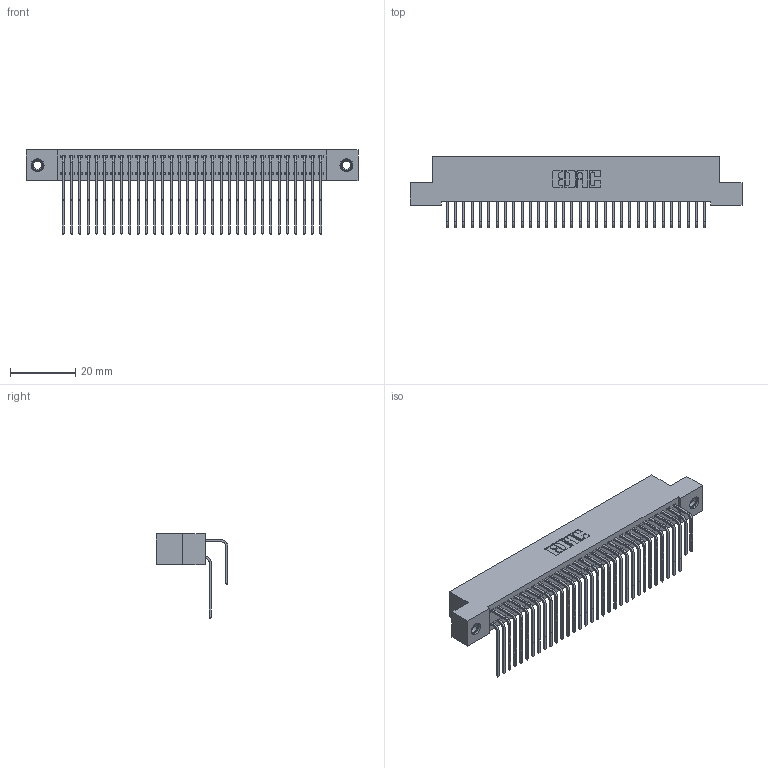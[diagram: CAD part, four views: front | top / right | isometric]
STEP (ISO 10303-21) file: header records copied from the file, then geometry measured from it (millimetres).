
FILE_DESCRIPTION (( 'STEP AP203' ), '1' );
FILE_NAME ('392-064-558-207.STEP', '2019-10-09T10:58:37', ( '' ), ( '' ), 'SwSTEP 2.0', 'SolidWorks 2016', '' );
FILE_SCHEMA (( 'CONFIG_CONTROL_DESIGN' ));
Length unit declared in the file: inch
Products named in the file (5): 345-292-001_558 Tail - 2; 342 Part_TI; 345-250-001_345-250-005-103; 345-292-001_558 559 Tail - 1; 392-064-558-207
Assembly tree (67 placements, depth 2):
  392-064-558-207
    342 Part_TI
    345-292-001_558 559 Tail - 1  x32
    345-292-001_558 Tail - 2  x32
    345-250-001_345-250-005-103  x2
Bounding box: 101.6 x 21.91 x 25.78 mm (x, y, z)
Volume: 9437.9 mm3; surface area: 16812.1 mm2
Topology: 67 solids, 67 shells, 3626 faces, 10739 edges, 7066 vertices
Faces by surface type: plane 2530, cylinder 1080, cone 12, torus 4
Entity records: 24718 total; most frequent: CARTESIAN_POINT 4140, ORIENTED_EDGE 4018, DIRECTION 3567, EDGE_CURVE 2009, LINE 1821, VECTOR 1821, VERTEX_POINT 1332, AXIS2_PLACEMENT_3D 873
